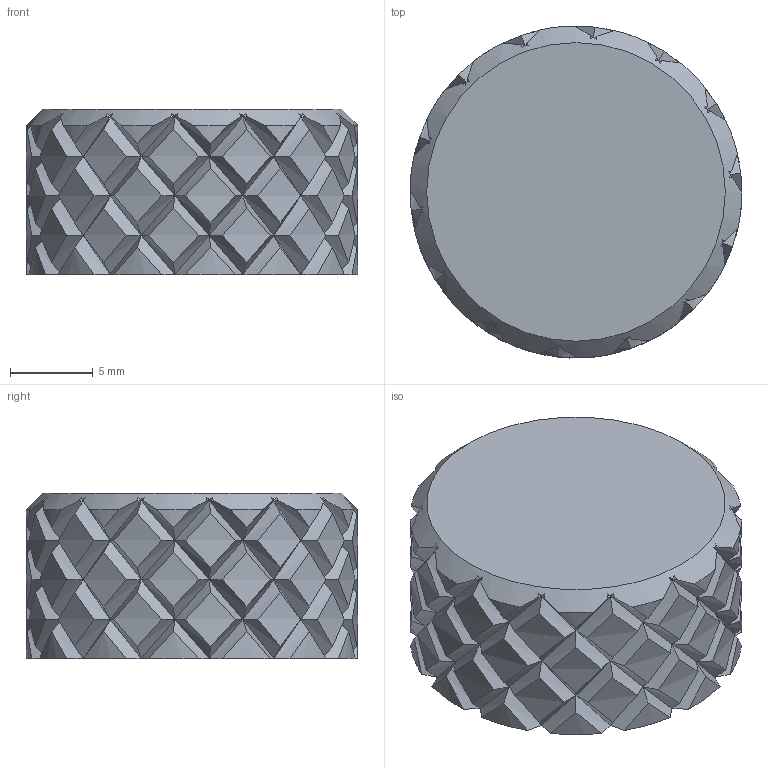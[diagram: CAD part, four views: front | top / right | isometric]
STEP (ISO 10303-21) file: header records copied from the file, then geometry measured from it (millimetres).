
FILE_DESCRIPTION(('FreeCAD Model'),'2;1');
FILE_NAME('Open CASCADE Shape Model','2025-07-04T17:19:28',('Author'),( ''),'Open CASCADE STEP processor 7.8','FreeCAD','Unknown');
FILE_SCHEMA(('AUTOMOTIVE_DESIGN { 1 0 10303 214 1 1 1 1 }'));
Length unit declared in the file: millimetre
Products named in the file (1): Body003
Bounding box: 20 x 20 x 10 mm (x, y, z)
Volume: 2838.5 mm3; surface area: 1577.3 mm2
Topology: 1 solids, 1 shells, 359 faces, 761 edges, 405 vertices
Faces by surface type: bspline 280, cylinder 71, plane 7, cone 1
Full cylindrical faces by diameter (mm): 6 x1
Entity records: 14232 total; most frequent: CARTESIAN_POINT 8951, ORIENTED_EDGE 1522, EDGE_CURVE 761, B_SPLINE_CURVE_WITH_KNOTS 715, VERTEX_POINT 405, FACE_BOUND 360, EDGE_LOOP 360, ADVANCED_FACE 359
